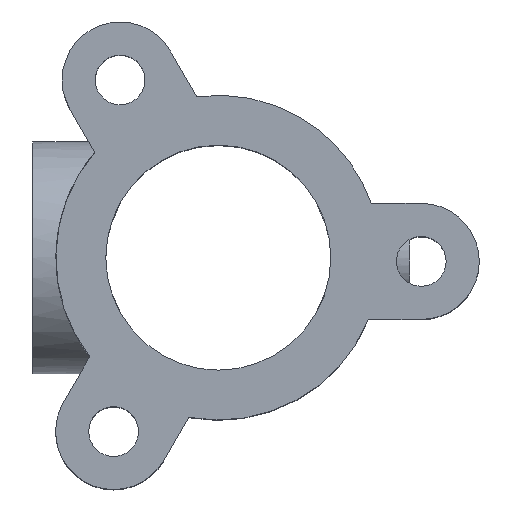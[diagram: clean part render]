
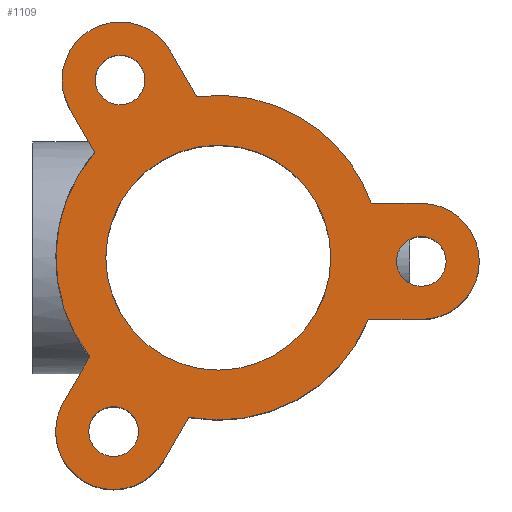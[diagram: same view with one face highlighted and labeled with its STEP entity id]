
A CAD part, top view. The second image highlights one B-rep face of the part: STEP entity #1109.
In plain terms, the highlighted planar face has unit normal (0, 0, 1).
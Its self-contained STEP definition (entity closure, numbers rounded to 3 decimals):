
#446=CARTESIAN_POINT('Vertex',(129.48,-53.244,112.5)) ;
#449=CARTESIAN_POINT('Axis2P3D Location',(0.,0.,112.5)) ;
#453=CARTESIAN_POINT('Vertex',(-25.489,-137.66,112.5)) ;
#481=CARTESIAN_POINT('Vertex',(-110.851,-85.511,112.5)) ;
#484=CARTESIAN_POINT('Axis2P3D Location',(0.,0.,112.5)) ;
#488=CARTESIAN_POINT('Vertex',(-106.473,90.904,112.5)) ;
#516=CARTESIAN_POINT('Vertex',(-18.629,138.755,112.5)) ;
#519=CARTESIAN_POINT('Axis2P3D Location',(0.,0.,112.5)) ;
#523=CARTESIAN_POINT('Vertex',(70.,121.244,112.5)) ;
#860=CARTESIAN_POINT('Axis2P3D Location',(0.,0.,112.5)) ;
#864=CARTESIAN_POINT('Vertex',(131.962,46.756,112.5)) ;
#952=CARTESIAN_POINT('Vertex',(174.97,-53.244,112.5)) ;
#955=CARTESIAN_POINT('Line Origine',(152.225,-53.244,112.5)) ;
#967=CARTESIAN_POINT('Axis2P3D Location',(0.,0.,112.5)) ;
#972=CARTESIAN_POINT('Line Origine',(-30.002,158.453,112.5)) ;
#976=CARTESIAN_POINT('Vertex',(-41.374,178.15,112.5)) ;
#979=CARTESIAN_POINT('Axis2P3D Location',(-84.675,153.15,112.5)) ;
#983=CARTESIAN_POINT('Vertex',(-127.977,128.15,112.5)) ;
#986=CARTESIAN_POINT('Line Origine',(-117.225,109.527,112.5)) ;
#991=CARTESIAN_POINT('Line Origine',(-122.223,-105.209,112.5)) ;
#995=CARTESIAN_POINT('Vertex',(-133.596,-124.906,112.5)) ;
#998=CARTESIAN_POINT('Axis2P3D Location',(-90.294,-149.906,112.5)) ;
#1002=CARTESIAN_POINT('Vertex',(-46.993,-174.906,112.5)) ;
#1005=CARTESIAN_POINT('Line Origine',(-36.241,-156.283,112.5)) ;
#1010=CARTESIAN_POINT('Axis2P3D Location',(174.97,-3.244,112.5)) ;
#1014=CARTESIAN_POINT('Vertex',(174.97,46.756,112.5)) ;
#1017=CARTESIAN_POINT('Line Origine',(153.466,46.756,112.5)) ;
#1037=CARTESIAN_POINT('Axis2P3D Location',(-84.675,153.15,112.5)) ;
#1041=CARTESIAN_POINT('Vertex',(-95.39,171.709,112.5)) ;
#1043=CARTESIAN_POINT('Vertex',(-73.961,134.592,112.5)) ;
#1046=CARTESIAN_POINT('Axis2P3D Location',(-84.675,153.15,112.5)) ;
#1055=CARTESIAN_POINT('Axis2P3D Location',(0.,0.,112.5)) ;
#1059=CARTESIAN_POINT('Vertex',(48.5,84.004,112.5)) ;
#1061=CARTESIAN_POINT('Vertex',(97.,0.,112.5)) ;
#1064=CARTESIAN_POINT('Axis2P3D Location',(0.,0.,112.5)) ;
#1073=CARTESIAN_POINT('Axis2P3D Location',(174.97,-3.244,112.5)) ;
#1077=CARTESIAN_POINT('Vertex',(153.541,-3.244,112.5)) ;
#1079=CARTESIAN_POINT('Vertex',(196.399,-3.244,112.5)) ;
#1082=CARTESIAN_POINT('Axis2P3D Location',(174.97,-3.244,112.5)) ;
#1091=CARTESIAN_POINT('Axis2P3D Location',(-90.294,-149.906,112.5)) ;
#1095=CARTESIAN_POINT('Vertex',(-79.58,-131.348,112.5)) ;
#1097=CARTESIAN_POINT('Vertex',(-101.009,-168.465,112.5)) ;
#1100=CARTESIAN_POINT('Axis2P3D Location',(-90.294,-149.906,112.5)) ;
#450=DIRECTION('Axis2P3D Direction',(0.,0.,1.)) ;
#485=DIRECTION('Axis2P3D Direction',(0.,0.,1.)) ;
#520=DIRECTION('Axis2P3D Direction',(0.,0.,1.)) ;
#861=DIRECTION('Axis2P3D Direction',(0.,0.,1.)) ;
#956=DIRECTION('Vector Direction',(-1.,0.,0.)) ;
#968=DIRECTION('Axis2P3D Direction',(0.,0.,1.)) ;
#969=DIRECTION('Axis2P3D XDirection',(1.,0.,0.)) ;
#973=DIRECTION('Vector Direction',(0.5,-0.866,0.)) ;
#980=DIRECTION('Axis2P3D Direction',(0.,0.,1.)) ;
#987=DIRECTION('Vector Direction',(0.5,-0.866,0.)) ;
#992=DIRECTION('Vector Direction',(0.5,0.866,0.)) ;
#999=DIRECTION('Axis2P3D Direction',(0.,0.,1.)) ;
#1006=DIRECTION('Vector Direction',(0.5,0.866,0.)) ;
#1011=DIRECTION('Axis2P3D Direction',(0.,0.,1.)) ;
#1018=DIRECTION('Vector Direction',(-1.,0.,0.)) ;
#1038=DIRECTION('Axis2P3D Direction',(0.,0.,1.)) ;
#1047=DIRECTION('Axis2P3D Direction',(0.,0.,1.)) ;
#1056=DIRECTION('Axis2P3D Direction',(0.,0.,1.)) ;
#1065=DIRECTION('Axis2P3D Direction',(0.,0.,1.)) ;
#1074=DIRECTION('Axis2P3D Direction',(0.,0.,1.)) ;
#1083=DIRECTION('Axis2P3D Direction',(0.,0.,1.)) ;
#1092=DIRECTION('Axis2P3D Direction',(0.,0.,1.)) ;
#1101=DIRECTION('Axis2P3D Direction',(0.,0.,1.)) ;
#451=AXIS2_PLACEMENT_3D('Circle Axis2P3D',#449,#450,$) ;
#486=AXIS2_PLACEMENT_3D('Circle Axis2P3D',#484,#485,$) ;
#521=AXIS2_PLACEMENT_3D('Circle Axis2P3D',#519,#520,$) ;
#862=AXIS2_PLACEMENT_3D('Circle Axis2P3D',#860,#861,$) ;
#970=AXIS2_PLACEMENT_3D('Plane Axis2P3D',#967,#968,#969) ;
#981=AXIS2_PLACEMENT_3D('Circle Axis2P3D',#979,#980,$) ;
#1000=AXIS2_PLACEMENT_3D('Circle Axis2P3D',#998,#999,$) ;
#1012=AXIS2_PLACEMENT_3D('Circle Axis2P3D',#1010,#1011,$) ;
#1039=AXIS2_PLACEMENT_3D('Circle Axis2P3D',#1037,#1038,$) ;
#1048=AXIS2_PLACEMENT_3D('Circle Axis2P3D',#1046,#1047,$) ;
#1057=AXIS2_PLACEMENT_3D('Circle Axis2P3D',#1055,#1056,$) ;
#1066=AXIS2_PLACEMENT_3D('Circle Axis2P3D',#1064,#1065,$) ;
#1075=AXIS2_PLACEMENT_3D('Circle Axis2P3D',#1073,#1074,$) ;
#1084=AXIS2_PLACEMENT_3D('Circle Axis2P3D',#1082,#1083,$) ;
#1093=AXIS2_PLACEMENT_3D('Circle Axis2P3D',#1091,#1092,$) ;
#1102=AXIS2_PLACEMENT_3D('Circle Axis2P3D',#1100,#1101,$) ;
#1023=ORIENTED_EDGE('',*,*,#866,.T.) ;
#1024=ORIENTED_EDGE('',*,*,#525,.T.) ;
#1025=ORIENTED_EDGE('',*,*,#978,.T.) ;
#1026=ORIENTED_EDGE('',*,*,#985,.T.) ;
#1027=ORIENTED_EDGE('',*,*,#990,.T.) ;
#1028=ORIENTED_EDGE('',*,*,#490,.T.) ;
#1029=ORIENTED_EDGE('',*,*,#997,.T.) ;
#1030=ORIENTED_EDGE('',*,*,#1004,.T.) ;
#1031=ORIENTED_EDGE('',*,*,#1009,.T.) ;
#1032=ORIENTED_EDGE('',*,*,#455,.T.) ;
#1033=ORIENTED_EDGE('',*,*,#959,.T.) ;
#1034=ORIENTED_EDGE('',*,*,#1016,.T.) ;
#1035=ORIENTED_EDGE('',*,*,#1021,.T.) ;
#1052=ORIENTED_EDGE('',*,*,#1045,.F.) ;
#1053=ORIENTED_EDGE('',*,*,#1050,.F.) ;
#1070=ORIENTED_EDGE('',*,*,#1063,.F.) ;
#1071=ORIENTED_EDGE('',*,*,#1068,.F.) ;
#1088=ORIENTED_EDGE('',*,*,#1081,.F.) ;
#1089=ORIENTED_EDGE('',*,*,#1086,.F.) ;
#1106=ORIENTED_EDGE('',*,*,#1099,.F.) ;
#1107=ORIENTED_EDGE('',*,*,#1104,.F.) ;
#1054=FACE_BOUND('',#1051,.T.) ;
#1072=FACE_BOUND('',#1069,.T.) ;
#1090=FACE_BOUND('',#1087,.T.) ;
#1108=FACE_BOUND('',#1105,.T.) ;
#957=VECTOR('Line Direction',#956,1.) ;
#974=VECTOR('Line Direction',#973,1.) ;
#988=VECTOR('Line Direction',#987,1.) ;
#993=VECTOR('Line Direction',#992,1.) ;
#1007=VECTOR('Line Direction',#1006,1.) ;
#1019=VECTOR('Line Direction',#1018,1.) ;
#1109=ADVANCED_FACE('PartBody',(#1036,#1054,#1072,#1090,#1108),#971,.T.) ;
#452=CIRCLE('generated circle',#451,140.) ;
#487=CIRCLE('generated circle',#486,140.) ;
#522=CIRCLE('generated circle',#521,140.) ;
#863=CIRCLE('generated circle',#862,140.) ;
#982=CIRCLE('generated circle',#981,50.) ;
#1001=CIRCLE('generated circle',#1000,50.) ;
#1013=CIRCLE('generated circle',#1012,50.) ;
#1040=CIRCLE('generated circle',#1039,21.429) ;
#1049=CIRCLE('generated circle',#1048,21.429) ;
#1058=CIRCLE('generated circle',#1057,97.) ;
#1067=CIRCLE('generated circle',#1066,97.) ;
#1076=CIRCLE('generated circle',#1075,21.429) ;
#1085=CIRCLE('generated circle',#1084,21.429) ;
#1094=CIRCLE('generated circle',#1093,21.429) ;
#1103=CIRCLE('generated circle',#1102,21.429) ;
#455=EDGE_CURVE('',#454,#447,#452,.T.) ;
#490=EDGE_CURVE('',#489,#482,#487,.T.) ;
#525=EDGE_CURVE('',#524,#517,#522,.T.) ;
#866=EDGE_CURVE('',#865,#524,#863,.T.) ;
#959=EDGE_CURVE('',#447,#953,#958,.F.) ;
#978=EDGE_CURVE('',#517,#977,#975,.F.) ;
#985=EDGE_CURVE('',#977,#984,#982,.T.) ;
#990=EDGE_CURVE('',#984,#489,#989,.T.) ;
#997=EDGE_CURVE('',#482,#996,#994,.F.) ;
#1004=EDGE_CURVE('',#996,#1003,#1001,.T.) ;
#1009=EDGE_CURVE('',#1003,#454,#1008,.T.) ;
#1016=EDGE_CURVE('',#953,#1015,#1013,.T.) ;
#1021=EDGE_CURVE('',#1015,#865,#1020,.T.) ;
#1045=EDGE_CURVE('',#1042,#1044,#1040,.T.) ;
#1050=EDGE_CURVE('',#1044,#1042,#1049,.T.) ;
#1063=EDGE_CURVE('',#1060,#1062,#1058,.T.) ;
#1068=EDGE_CURVE('',#1062,#1060,#1067,.T.) ;
#1081=EDGE_CURVE('',#1078,#1080,#1076,.T.) ;
#1086=EDGE_CURVE('',#1080,#1078,#1085,.T.) ;
#1099=EDGE_CURVE('',#1096,#1098,#1094,.T.) ;
#1104=EDGE_CURVE('',#1098,#1096,#1103,.T.) ;
#1022=EDGE_LOOP('',(#1023,#1024,#1025,#1026,#1027,#1028,#1029,#1030,#1031,#1032,#1033,#1034,#1035)) ;
#1051=EDGE_LOOP('',(#1052,#1053)) ;
#1069=EDGE_LOOP('',(#1070,#1071)) ;
#1087=EDGE_LOOP('',(#1088,#1089)) ;
#1105=EDGE_LOOP('',(#1106,#1107)) ;
#1036=FACE_OUTER_BOUND('',#1022,.T.) ;
#958=LINE('Line',#955,#957) ;
#975=LINE('Line',#972,#974) ;
#989=LINE('Line',#986,#988) ;
#994=LINE('Line',#991,#993) ;
#1008=LINE('Line',#1005,#1007) ;
#1020=LINE('Line',#1017,#1019) ;
#971=PLANE('',#970) ;
#447=VERTEX_POINT('',#446) ;
#454=VERTEX_POINT('',#453) ;
#482=VERTEX_POINT('',#481) ;
#489=VERTEX_POINT('',#488) ;
#517=VERTEX_POINT('',#516) ;
#524=VERTEX_POINT('',#523) ;
#865=VERTEX_POINT('',#864) ;
#953=VERTEX_POINT('',#952) ;
#977=VERTEX_POINT('',#976) ;
#984=VERTEX_POINT('',#983) ;
#996=VERTEX_POINT('',#995) ;
#1003=VERTEX_POINT('',#1002) ;
#1015=VERTEX_POINT('',#1014) ;
#1042=VERTEX_POINT('',#1041) ;
#1044=VERTEX_POINT('',#1043) ;
#1060=VERTEX_POINT('',#1059) ;
#1062=VERTEX_POINT('',#1061) ;
#1078=VERTEX_POINT('',#1077) ;
#1080=VERTEX_POINT('',#1079) ;
#1096=VERTEX_POINT('',#1095) ;
#1098=VERTEX_POINT('',#1097) ;
